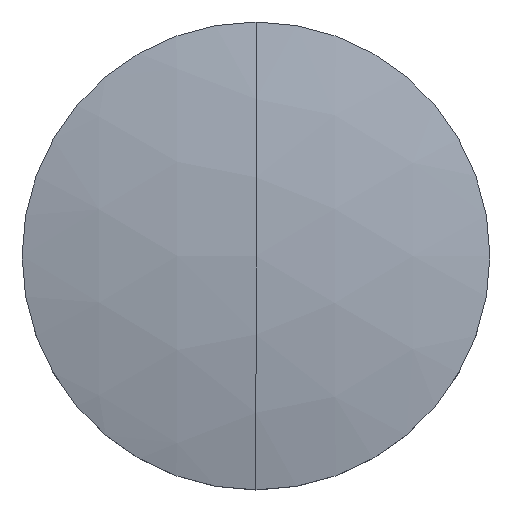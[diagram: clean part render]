
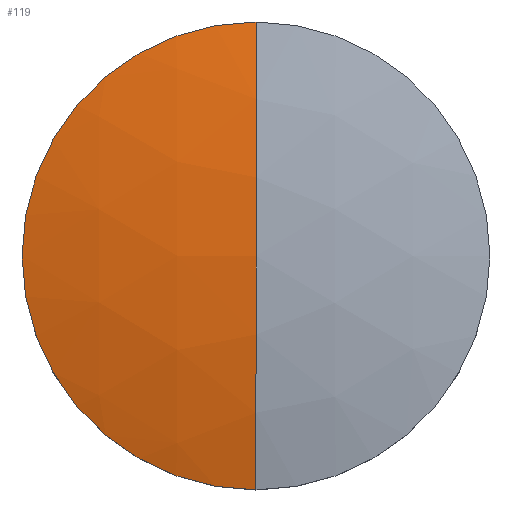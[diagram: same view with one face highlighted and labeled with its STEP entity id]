
A CAD part, top view. The second image highlights one B-rep face of the part: STEP entity #119.
In plain terms, the highlighted spherical face has radius 25.75 mm.
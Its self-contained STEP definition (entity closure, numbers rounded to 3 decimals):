
#31 = CARTESIAN_POINT ( 'NONE',  ( 0., -6.35, 0.5 ) ) ;
#54 = VERTEX_POINT ( 'NONE', #31 ) ;
#55 = ORIENTED_EDGE ( 'NONE', *, *, #145, .T. ) ;
#65 = VERTEX_POINT ( 'NONE', #257 ) ;
#67 = EDGE_CURVE ( 'NONE', #68, #65, #225, .T. ) ;
#68 = VERTEX_POINT ( 'NONE', #218 ) ;
#73 = ORIENTED_EDGE ( 'NONE', *, *, #67, .T. ) ;
#74 = EDGE_LOOP ( 'NONE', ( #73, #55, #144, #146 ) ) ;
#119 = ADVANCED_FACE ( 'NONE', ( #173 ), #231, .T. ) ;
#140 = EDGE_CURVE ( 'NONE', #54, #141, #165, .T. ) ;
#141 = VERTEX_POINT ( 'NONE', #159 ) ;
#142 = EDGE_CURVE ( 'NONE', #68, #141, #158, .T. ) ;
#144 = ORIENTED_EDGE ( 'NONE', *, *, #140, .T. ) ;
#145 = EDGE_CURVE ( 'NONE', #65, #54, #153, .T. ) ;
#146 = ORIENTED_EDGE ( 'NONE', *, *, #142, .F. ) ;
#149 = DIRECTION ( 'NONE',  ( 1., 0., 0. ) ) ;
#150 = DIRECTION ( 'NONE',  ( 0., 0., 1. ) ) ;
#151 = CARTESIAN_POINT ( 'NONE',  ( 0., 0., 0.5 ) ) ;
#152 = AXIS2_PLACEMENT_3D ( 'NONE', #151, #150, #149 ) ;
#153 = CIRCLE ( 'NONE', #152, 6.35 ) ;
#154 = DIRECTION ( 'NONE',  ( 0., 0., -1. ) ) ;
#155 = DIRECTION ( 'NONE',  ( 1., 0., 0. ) ) ;
#156 = CARTESIAN_POINT ( 'NONE',  ( 0., 0., -24.455 ) ) ;
#157 = AXIS2_PLACEMENT_3D ( 'NONE', #156, #155, #154 ) ;
#158 = CIRCLE ( 'NONE', #157, 25.75 ) ;
#159 = CARTESIAN_POINT ( 'NONE',  ( 0., 0., 1.295 ) ) ;
#160 = DIRECTION ( 'NONE',  ( 0., -1., 0. ) ) ;
#161 = DIRECTION ( 'NONE',  ( -1., 0., 0. ) ) ;
#162 = CARTESIAN_POINT ( 'NONE',  ( 0., 0., -24.455 ) ) ;
#163 = AXIS2_PLACEMENT_3D ( 'NONE', #162, #161, #160 ) ;
#165 = CIRCLE ( 'NONE', #163, 25.75 ) ;
#173 = FACE_OUTER_BOUND ( 'NONE', #74, .T. ) ;
#218 = CARTESIAN_POINT ( 'NONE',  ( 0., 6.35, 0.5 ) ) ;
#221 = DIRECTION ( 'NONE',  ( 1., 0., 0. ) ) ;
#222 = DIRECTION ( 'NONE',  ( 0., 0., 1. ) ) ;
#223 = CARTESIAN_POINT ( 'NONE',  ( 0., 0., 0.5 ) ) ;
#224 = AXIS2_PLACEMENT_3D ( 'NONE', #223, #222, #221 ) ;
#225 = CIRCLE ( 'NONE', #224, 6.35 ) ;
#226 = DIRECTION ( 'NONE',  ( 0., 1., 0. ) ) ;
#227 = DIRECTION ( 'NONE',  ( -1., 0., 0. ) ) ;
#228 = CARTESIAN_POINT ( 'NONE',  ( 0., 0., -24.455 ) ) ;
#229 = AXIS2_PLACEMENT_3D ( 'NONE', #228, #227, #226 ) ;
#231 = SPHERICAL_SURFACE ( 'NONE', #229, 25.75 ) ;
#257 = CARTESIAN_POINT ( 'NONE',  ( -6.35, 0., 0.5 ) ) ;
